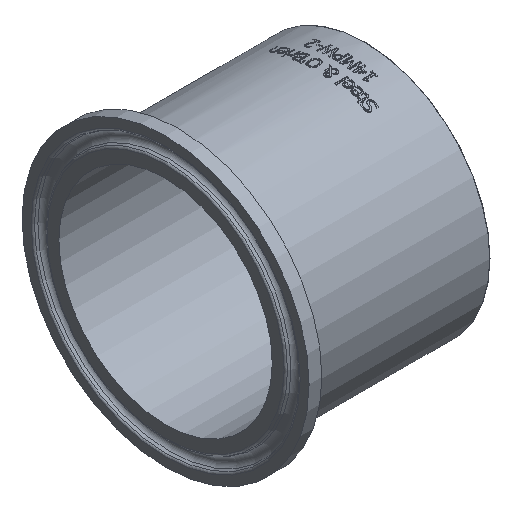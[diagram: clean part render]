
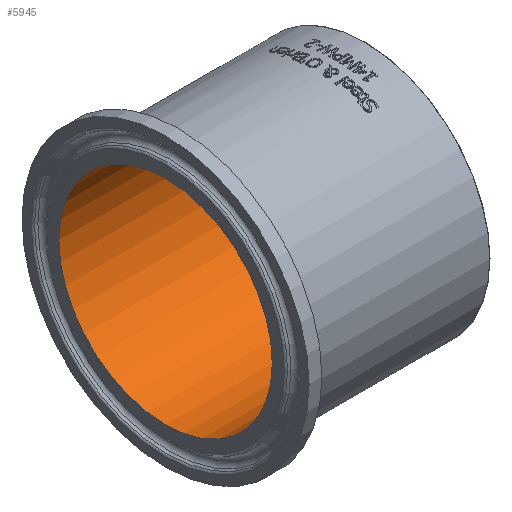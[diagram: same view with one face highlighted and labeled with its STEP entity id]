
A CAD part, isometric view. The second image highlights one B-rep face of the part: STEP entity #5945.
In plain terms, the highlighted cylindrical face has radius 23.749 mm (diameter 47.498 mm), a full revolution.
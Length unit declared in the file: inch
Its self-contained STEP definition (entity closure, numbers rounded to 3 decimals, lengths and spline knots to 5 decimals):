
#101=FACE_BOUND('',#1091,.T.);
#722=FACE_OUTER_BOUND('',#1090,.T.);
#1090=EDGE_LOOP('',(#5546));
#1091=EDGE_LOOP('',(#5547));
#1533=CIRCLE('',#6326,0.935);
#1535=CIRCLE('',#6330,0.935);
#2928=VERTEX_POINT('',#12916);
#2930=VERTEX_POINT('',#12922);
#3804=EDGE_CURVE('',#2928,#2928,#1533,.T.);
#3806=EDGE_CURVE('',#2930,#2930,#1535,.T.);
#5546=ORIENTED_EDGE('',*,*,#3806,.F.);
#5547=ORIENTED_EDGE('',*,*,#3804,.F.);
#5598=CYLINDRICAL_SURFACE('',#6329,0.935);
#5945=ADVANCED_FACE('',(#722,#101),#5598,.F.);
#6326=AXIS2_PLACEMENT_3D('',#12917,#7488,#7489);
#6329=AXIS2_PLACEMENT_3D('',#12921,#7494,#7495);
#6330=AXIS2_PLACEMENT_3D('',#12923,#7496,#7497);
#7488=DIRECTION('center_axis',(-1.,0.,0.));
#7489=DIRECTION('ref_axis',(0.,-1.,0.));
#7494=DIRECTION('center_axis',(1.,0.,0.));
#7495=DIRECTION('ref_axis',(0.,1.,0.));
#7496=DIRECTION('center_axis',(1.,0.,0.));
#7497=DIRECTION('ref_axis',(0.,1.,0.));
#12916=CARTESIAN_POINT('',(1.745,0.935,0.));
#12917=CARTESIAN_POINT('Origin',(1.745,0.,0.));
#12921=CARTESIAN_POINT('Origin',(0.875,0.,
0.));
#12922=CARTESIAN_POINT('',(0.,0.935,0.));
#12923=CARTESIAN_POINT('Origin',(0.,0.,
0.));
